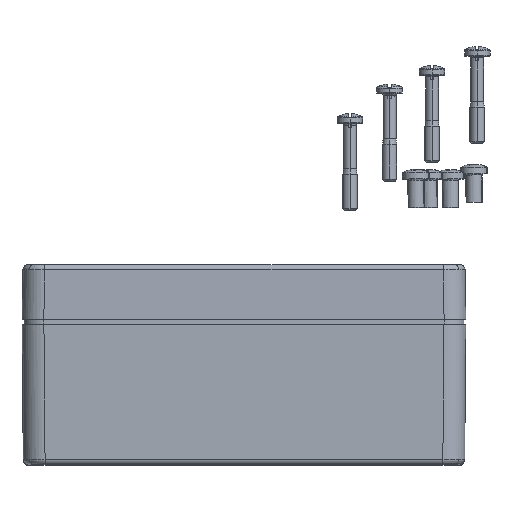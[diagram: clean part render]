
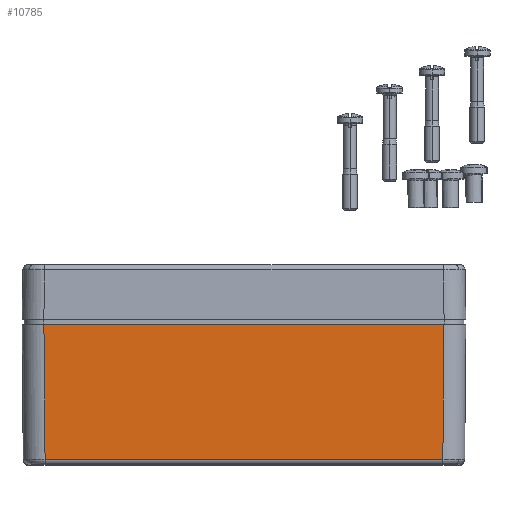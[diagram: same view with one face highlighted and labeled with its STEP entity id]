
A CAD part, top view. The second image highlights one B-rep face of the part: STEP entity #10785.
In plain terms, the highlighted planar face has unit normal (0, -0.008, 1).
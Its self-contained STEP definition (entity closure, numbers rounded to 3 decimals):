
#5257 = VERTEX_POINT('',#5258);
#5258 = CARTESIAN_POINT('',(-54.665,-40.013,
    59.665));
#10290 = VERTEX_POINT('',#10291);
#10291 = CARTESIAN_POINT('',(-54.975,-3.,59.975));
#10300 = EDGE_CURVE('',#10301,#10290,#10303,.T.);
#10301 = VERTEX_POINT('',#10302);
#10302 = CARTESIAN_POINT('',(54.975,-3.,59.975));
#10303 = LINE('',#10304,#10305);
#10304 = CARTESIAN_POINT('',(-61.,-3.,59.975));
#10305 = VECTOR('',#10306,1.);
#10306 = DIRECTION('',(-1.,0.,0.));
#10673 = VERTEX_POINT('',#10674);
#10674 = CARTESIAN_POINT('',(54.665,-40.013,
    59.665));
#10712 = EDGE_CURVE('',#5257,#10673,#10713,.T.);
#10713 = LINE('',#10714,#10715);
#10714 = CARTESIAN_POINT('',(-61.,-40.013,59.665));
#10715 = VECTOR('',#10716,1.);
#10716 = DIRECTION('',(1.,0.,0.));
#10785 = ADVANCED_FACE('',(#10786),#10802,.T.);
#10786 = FACE_BOUND('',#10787,.T.);
#10787 = EDGE_LOOP('',(#10788,#10794,#10795,#10801));
#10788 = ORIENTED_EDGE('',*,*,#10789,.T.);
#10789 = EDGE_CURVE('',#10673,#10301,#10790,.T.);
#10790 = LINE('',#10791,#10792);
#10791 = CARTESIAN_POINT('',(54.992,-0.972,59.992
    ));
#10792 = VECTOR('',#10793,1.);
#10793 = DIRECTION('',(0.008,1.,
    0.008));
#10794 = ORIENTED_EDGE('',*,*,#10300,.T.);
#10795 = ORIENTED_EDGE('',*,*,#10796,.T.);
#10796 = EDGE_CURVE('',#10290,#5257,#10797,.T.);
#10797 = LINE('',#10798,#10799);
#10798 = CARTESIAN_POINT('',(-55.001,0.05,
    60.));
#10799 = VECTOR('',#10800,1.);
#10800 = DIRECTION('',(0.008,-1.,
    -0.008));
#10801 = ORIENTED_EDGE('',*,*,#10712,.T.);
#10802 = PLANE('',#10803);
#10803 = AXIS2_PLACEMENT_3D('',#10804,#10805,#10806);
#10804 = CARTESIAN_POINT('',(-61.,0.,60.));
#10805 = DIRECTION('',(0.,-0.008,1.));
#10806 = DIRECTION('',(0.,-1.,-0.008));
